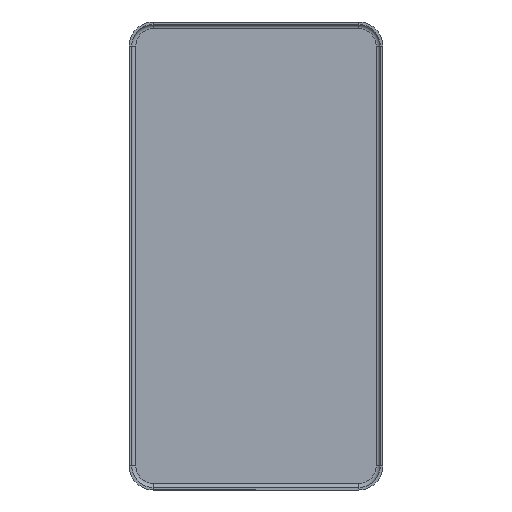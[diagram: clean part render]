
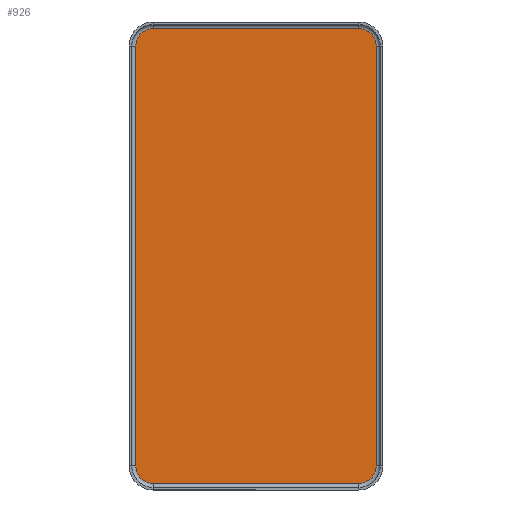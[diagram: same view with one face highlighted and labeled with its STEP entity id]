
A CAD part, front view. The second image highlights one B-rep face of the part: STEP entity #926.
In plain terms, the highlighted planar face has unit normal (0, -1, 0).
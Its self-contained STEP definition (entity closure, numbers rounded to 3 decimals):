
#5 = LINE ( 'NONE', #192, #627 ) ;
#7 = EDGE_CURVE ( 'NONE', #545, #848, #952, .T. ) ;
#11 = LINE ( 'NONE', #191, #814 ) ;
#38 = ORIENTED_EDGE ( 'NONE', *, *, #546, .F. ) ;
#53 = VECTOR ( 'NONE', #153, 1000. ) ;
#89 = CARTESIAN_POINT ( 'NONE',  ( -14.02, -0.3, 24.5 ) ) ;
#130 = EDGE_CURVE ( 'NONE', #946, #545, #647, .T. ) ;
#145 = AXIS2_PLACEMENT_3D ( 'NONE', #1155, #1065, #1056 ) ;
#153 = DIRECTION ( 'NONE',  ( 0., 0., -1. ) ) ;
#167 = AXIS2_PLACEMENT_3D ( 'NONE', #1069, #527, #811 ) ;
#183 = EDGE_LOOP ( 'NONE', ( #557, #323, #250, #264, #763, #387, #38, #858 ) ) ;
#191 = CARTESIAN_POINT ( 'NONE',  ( 12., -0.3, -26.52 ) ) ;
#192 = CARTESIAN_POINT ( 'NONE',  ( -14.02, -0.3, -24.5 ) ) ;
#218 = AXIS2_PLACEMENT_3D ( 'NONE', #564, #227, #935 ) ;
#221 = VERTEX_POINT ( 'NONE', #634 ) ;
#227 = DIRECTION ( 'NONE',  ( 0., 1., 0. ) ) ;
#241 = CIRCLE ( 'NONE', #992, 2.02 ) ;
#243 = CARTESIAN_POINT ( 'NONE',  ( -12., -0.3, -26.52 ) ) ;
#250 = ORIENTED_EDGE ( 'NONE', *, *, #130, .F. ) ;
#260 = FACE_OUTER_BOUND ( 'NONE', #183, .T. ) ;
#264 = ORIENTED_EDGE ( 'NONE', *, *, #297, .F. ) ;
#297 = EDGE_CURVE ( 'NONE', #221, #946, #5, .T. ) ;
#323 = ORIENTED_EDGE ( 'NONE', *, *, #7, .F. ) ;
#387 = ORIENTED_EDGE ( 'NONE', *, *, #725, .F. ) ;
#431 = VERTEX_POINT ( 'NONE', #876 ) ;
#517 = VECTOR ( 'NONE', #578, 1000. ) ;
#523 = AXIS2_PLACEMENT_3D ( 'NONE', #929, #1001, #653 ) ;
#527 = DIRECTION ( 'NONE',  ( 0., -1., 0. ) ) ;
#528 = EDGE_CURVE ( 'NONE', #431, #1168, #704, .T. ) ;
#535 = DIRECTION ( 'NONE',  ( 0., 0., 1. ) ) ;
#545 = VERTEX_POINT ( 'NONE', #791 ) ;
#546 = EDGE_CURVE ( 'NONE', #1168, #844, #241, .T. ) ;
#557 = ORIENTED_EDGE ( 'NONE', *, *, #1064, .F. ) ;
#564 = CARTESIAN_POINT ( 'NONE',  ( -12., -0.3, 24.5 ) ) ;
#572 = DIRECTION ( 'NONE',  ( -1., 0., 0. ) ) ;
#573 = CARTESIAN_POINT ( 'NONE',  ( 14.02, -0.3, -24.5 ) ) ;
#578 = DIRECTION ( 'NONE',  ( 1., 0., 0. ) ) ;
#579 = EDGE_CURVE ( 'NONE', #798, #221, #1173, .T. ) ;
#608 = PLANE ( 'NONE',  #167 ) ;
#609 = DIRECTION ( 'NONE',  ( 1., 0., 0. ) ) ;
#627 = VECTOR ( 'NONE', #535, 1000. ) ;
#634 = CARTESIAN_POINT ( 'NONE',  ( -14.02, -0.3, -24.5 ) ) ;
#647 = CIRCLE ( 'NONE', #218, 2.02 ) ;
#653 = DIRECTION ( 'NONE',  ( 0., 0., 1. ) ) ;
#684 = CARTESIAN_POINT ( 'NONE',  ( -12., -0.3, 26.52 ) ) ;
#700 = DIRECTION ( 'NONE',  ( 0., 1., 0. ) ) ;
#704 = LINE ( 'NONE', #1071, #53 ) ;
#725 = EDGE_CURVE ( 'NONE', #844, #798, #11, .T. ) ;
#763 = ORIENTED_EDGE ( 'NONE', *, *, #579, .F. ) ;
#791 = CARTESIAN_POINT ( 'NONE',  ( -12., -0.3, 26.52 ) ) ;
#798 = VERTEX_POINT ( 'NONE', #243 ) ;
#811 = DIRECTION ( 'NONE',  ( 0., 0., -1. ) ) ;
#814 = VECTOR ( 'NONE', #572, 1000. ) ;
#844 = VERTEX_POINT ( 'NONE', #875 ) ;
#848 = VERTEX_POINT ( 'NONE', #944 ) ;
#858 = ORIENTED_EDGE ( 'NONE', *, *, #528, .F. ) ;
#875 = CARTESIAN_POINT ( 'NONE',  ( 12., -0.3, -26.52 ) ) ;
#876 = CARTESIAN_POINT ( 'NONE',  ( 14.02, -0.3, 24.5 ) ) ;
#926 = ADVANCED_FACE ( 'NONE', ( #260 ), #608, .T. ) ;
#929 = CARTESIAN_POINT ( 'NONE',  ( 12., -0.3, 24.5 ) ) ;
#935 = DIRECTION ( 'NONE',  ( -1., 0., 0. ) ) ;
#940 = CIRCLE ( 'NONE', #523, 2.02 ) ;
#944 = CARTESIAN_POINT ( 'NONE',  ( 12., -0.3, 26.52 ) ) ;
#946 = VERTEX_POINT ( 'NONE', #89 ) ;
#952 = LINE ( 'NONE', #684, #517 ) ;
#992 = AXIS2_PLACEMENT_3D ( 'NONE', #1082, #700, #609 ) ;
#1001 = DIRECTION ( 'NONE',  ( 0., 1., 0. ) ) ;
#1056 = DIRECTION ( 'NONE',  ( 0., 0., -1. ) ) ;
#1064 = EDGE_CURVE ( 'NONE', #848, #431, #940, .T. ) ;
#1065 = DIRECTION ( 'NONE',  ( 0., 1., 0. ) ) ;
#1069 = CARTESIAN_POINT ( 'NONE',  ( 12., -0.3, 24.5 ) ) ;
#1071 = CARTESIAN_POINT ( 'NONE',  ( 14.02, -0.3, 24.5 ) ) ;
#1082 = CARTESIAN_POINT ( 'NONE',  ( 12., -0.3, -24.5 ) ) ;
#1155 = CARTESIAN_POINT ( 'NONE',  ( -12., -0.3, -24.5 ) ) ;
#1168 = VERTEX_POINT ( 'NONE', #573 ) ;
#1173 = CIRCLE ( 'NONE', #145, 2.02 ) ;
